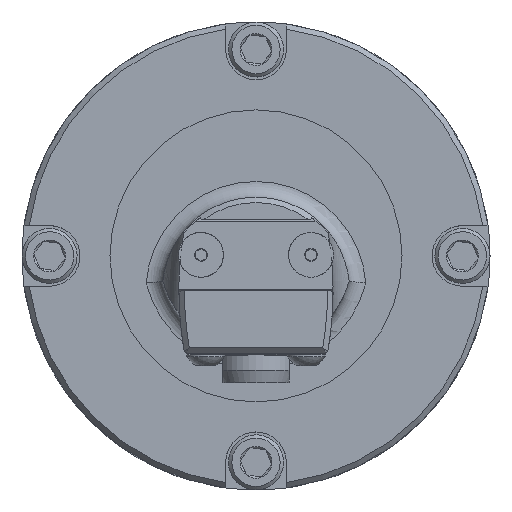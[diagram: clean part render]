
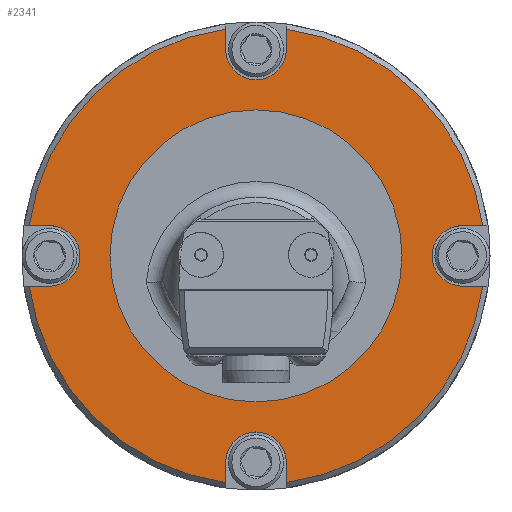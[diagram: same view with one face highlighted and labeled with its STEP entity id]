
A CAD part, top view. The second image highlights one B-rep face of the part: STEP entity #2341.
In plain terms, the highlighted planar face has unit normal (0, 0, 1).
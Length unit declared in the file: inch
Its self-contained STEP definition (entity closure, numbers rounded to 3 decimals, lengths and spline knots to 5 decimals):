
#44 = CARTESIAN_POINT ( 'NONE',  ( 0.172, -1.28605, 0.375 ) ) ;
#52 = ORIENTED_EDGE ( 'NONE', *, *, #5025, .F. ) ;
#83 = PLANE ( 'NONE',  #5236 ) ;
#143 = VERTEX_POINT ( 'NONE', #3095 ) ;
#217 = ORIENTED_EDGE ( 'NONE', *, *, #1609, .T. ) ;
#229 = ORIENTED_EDGE ( 'NONE', *, *, #5291, .F. ) ;
#287 = CARTESIAN_POINT ( 'NONE',  ( 0., -1.171, 0.375 ) ) ;
#297 = DIRECTION ( 'NONE',  ( 0., -1., 0. ) ) ;
#346 = EDGE_CURVE ( 'NONE', #4081, #877, #1046, .T. ) ;
#354 = AXIS2_PLACEMENT_3D ( 'NONE', #5149, #2009, #5675 ) ;
#376 = VECTOR ( 'NONE', #4455, 39.37008 ) ;
#407 = CARTESIAN_POINT ( 'NONE',  ( 0.172, 1.171, 0.375 ) ) ;
#438 = CARTESIAN_POINT ( 'NONE',  ( 0., 0., 0.375 ) ) ;
#496 = CARTESIAN_POINT ( 'NONE',  ( 0.172, 1.28605, 0.375 ) ) ;
#521 = VERTEX_POINT ( 'NONE', #2667 ) ;
#528 = CARTESIAN_POINT ( 'NONE',  ( -1.28605, -0.172, 0.375 ) ) ;
#560 = VERTEX_POINT ( 'NONE', #496 ) ;
#606 = DIRECTION ( 'NONE',  ( 0., 0., -1. ) ) ;
#607 = VECTOR ( 'NONE', #5190, 39.37008 ) ;
#642 = CARTESIAN_POINT ( 'NONE',  ( 1.171, 0., 0.375 ) ) ;
#674 = CARTESIAN_POINT ( 'NONE',  ( -1.171, 0.172, 0.375 ) ) ;
#820 = DIRECTION ( 'NONE',  ( 1., 0., 0. ) ) ;
#825 = CARTESIAN_POINT ( 'NONE',  ( -1.171, 0., 0.375 ) ) ;
#877 = VERTEX_POINT ( 'NONE', #5039 ) ;
#881 = EDGE_LOOP ( 'NONE', ( #3757 ) ) ;
#966 = DIRECTION ( 'NONE',  ( -1., 0., 0. ) ) ;
#1005 = CARTESIAN_POINT ( 'NONE',  ( -1.171, -0.172, 0.375 ) ) ;
#1046 = CIRCLE ( 'NONE', #2536, 0.172 ) ;
#1092 = DIRECTION ( 'NONE',  ( 0., 0., 1. ) ) ;
#1176 = DIRECTION ( 'NONE',  ( 1., 0., 0. ) ) ;
#1241 = CARTESIAN_POINT ( 'NONE',  ( 0., 0., 0.375 ) ) ;
#1263 = LINE ( 'NONE', #6211, #4042 ) ;
#1309 = ORIENTED_EDGE ( 'NONE', *, *, #5065, .F. ) ;
#1356 = DIRECTION ( 'NONE',  ( 1., 0., 0. ) ) ;
#1386 = ORIENTED_EDGE ( 'NONE', *, *, #5359, .F. ) ;
#1408 = EDGE_CURVE ( 'NONE', #2597, #6518, #3168, .T. ) ;
#1456 = DIRECTION ( 'NONE',  ( 0., -1., 0. ) ) ;
#1491 = CIRCLE ( 'NONE', #4314, 1.2975 ) ;
#1595 = VECTOR ( 'NONE', #2734, 39.37008 ) ;
#1609 = EDGE_CURVE ( 'NONE', #4994, #5998, #2165, .T. ) ;
#1662 = VECTOR ( 'NONE', #6428, 39.37008 ) ;
#1669 = CIRCLE ( 'NONE', #5290, 0.172 ) ;
#1697 = VERTEX_POINT ( 'NONE', #44 ) ;
#1698 = ORIENTED_EDGE ( 'NONE', *, *, #1408, .F. ) ;
#1737 = DIRECTION ( 'NONE',  ( 1., 0., 0. ) ) ;
#1766 = DIRECTION ( 'NONE',  ( 1., 0., 0. ) ) ;
#1817 = LINE ( 'NONE', #674, #1662 ) ;
#1847 = EDGE_CURVE ( 'NONE', #2597, #560, #4860, .T. ) ;
#1986 = EDGE_CURVE ( 'NONE', #1697, #4081, #2987, .T. ) ;
#2009 = DIRECTION ( 'NONE',  ( 0., 0., 1. ) ) ;
#2165 = CIRCLE ( 'NONE', #354, 1.2975 ) ;
#2196 = CARTESIAN_POINT ( 'NONE',  ( -0.172, 1.171, 0.375 ) ) ;
#2219 = EDGE_CURVE ( 'NONE', #5874, #5668, #4454, .T. ) ;
#2277 = VERTEX_POINT ( 'NONE', #528 ) ;
#2341 = ADVANCED_FACE ( 'NONE', ( #2901, #3817 ), #83, .F. ) ;
#2472 = CARTESIAN_POINT ( 'NONE',  ( -1.171, 0.172, 0.375 ) ) ;
#2483 = ORIENTED_EDGE ( 'NONE', *, *, #3466, .F. ) ;
#2536 = AXIS2_PLACEMENT_3D ( 'NONE', #287, #3954, #820 ) ;
#2547 = DIRECTION ( 'NONE',  ( 0., 0., 1. ) ) ;
#2553 = LINE ( 'NONE', #3444, #5350 ) ;
#2564 = CARTESIAN_POINT ( 'NONE',  ( -0.172, -1.28605, 0.375 ) ) ;
#2597 = VERTEX_POINT ( 'NONE', #6648 ) ;
#2667 = CARTESIAN_POINT ( 'NONE',  ( -0.8285, 0., 0.375 ) ) ;
#2680 = AXIS2_PLACEMENT_3D ( 'NONE', #5688, #2547, #6230 ) ;
#2734 = DIRECTION ( 'NONE',  ( 0., 1., 0. ) ) ;
#2761 = ORIENTED_EDGE ( 'NONE', *, *, #3865, .F. ) ;
#2888 = LINE ( 'NONE', #5963, #6746 ) ;
#2901 = FACE_BOUND ( 'NONE', #881, .T. ) ;
#2987 = LINE ( 'NONE', #3271, #1595 ) ;
#3080 = DIRECTION ( 'NONE',  ( 0., 0., 1. ) ) ;
#3095 = CARTESIAN_POINT ( 'NONE',  ( 1.28605, -0.172, 0.375 ) ) ;
#3168 = LINE ( 'NONE', #4408, #376 ) ;
#3198 = VERTEX_POINT ( 'NONE', #6642 ) ;
#3213 = EDGE_LOOP ( 'NONE', ( #6048, #4244, #217, #229, #6712, #2761, #3614, #1309, #5530, #4260, #3855, #1386, #2483, #1698, #4010, #52 ) ) ;
#3271 = CARTESIAN_POINT ( 'NONE',  ( 0.172, -1.171, 0.375 ) ) ;
#3396 = LINE ( 'NONE', #1005, #607 ) ;
#3444 = CARTESIAN_POINT ( 'NONE',  ( -0.172, 1.171, 0.375 ) ) ;
#3466 = EDGE_CURVE ( 'NONE', #6518, #4005, #6590, .T. ) ;
#3550 = DIRECTION ( 'NONE',  ( 0., 1., 0. ) ) ;
#3614 = ORIENTED_EDGE ( 'NONE', *, *, #5307, .T. ) ;
#3752 = CARTESIAN_POINT ( 'NONE',  ( 0., 1.2975, 0.375 ) ) ;
#3757 = ORIENTED_EDGE ( 'NONE', *, *, #6063, .F. ) ;
#3817 = FACE_OUTER_BOUND ( 'NONE', #3213, .T. ) ;
#3855 = ORIENTED_EDGE ( 'NONE', *, *, #4531, .T. ) ;
#3865 = EDGE_CURVE ( 'NONE', #2277, #3198, #3396, .T. ) ;
#3954 = DIRECTION ( 'NONE',  ( 0., 0., 1. ) ) ;
#4005 = VERTEX_POINT ( 'NONE', #4247 ) ;
#4010 = ORIENTED_EDGE ( 'NONE', *, *, #1847, .T. ) ;
#4014 = AXIS2_PLACEMENT_3D ( 'NONE', #4216, #1092, #4732 ) ;
#4042 = VECTOR ( 'NONE', #1456, 39.37008 ) ;
#4050 = CARTESIAN_POINT ( 'NONE',  ( -0.172, 1.28605, 0.375 ) ) ;
#4081 = VERTEX_POINT ( 'NONE', #6404 ) ;
#4100 = DIRECTION ( 'NONE',  ( 0., 0., 1. ) ) ;
#4216 = CARTESIAN_POINT ( 'NONE',  ( 0., 0., 0.375 ) ) ;
#4244 = ORIENTED_EDGE ( 'NONE', *, *, #5917, .F. ) ;
#4247 = CARTESIAN_POINT ( 'NONE',  ( 1.171, -0.172, 0.375 ) ) ;
#4260 = ORIENTED_EDGE ( 'NONE', *, *, #1986, .F. ) ;
#4264 = DIRECTION ( 'NONE',  ( -1., 0., 0. ) ) ;
#4298 = DIRECTION ( 'NONE',  ( 0., 0., 1. ) ) ;
#4314 = AXIS2_PLACEMENT_3D ( 'NONE', #1241, #4879, #1737 ) ;
#4408 = CARTESIAN_POINT ( 'NONE',  ( 1.171, 0.172, 0.375 ) ) ;
#4454 = CIRCLE ( 'NONE', #6417, 0.172 ) ;
#4455 = DIRECTION ( 'NONE',  ( -1., 0., 0. ) ) ;
#4476 = VERTEX_POINT ( 'NONE', #2564 ) ;
#4478 = DIRECTION ( 'NONE',  ( 0., 0., 1. ) ) ;
#4531 = EDGE_CURVE ( 'NONE', #1697, #143, #5678, .T. ) ;
#4732 = DIRECTION ( 'NONE',  ( 1., 0., 0. ) ) ;
#4791 = EDGE_CURVE ( 'NONE', #3198, #5992, #1669, .T. ) ;
#4860 = CIRCLE ( 'NONE', #2680, 1.2975 ) ;
#4879 = DIRECTION ( 'NONE',  ( 0., 0., 1. ) ) ;
#4994 = VERTEX_POINT ( 'NONE', #4050 ) ;
#5025 = EDGE_CURVE ( 'NONE', #5668, #560, #5761, .T. ) ;
#5039 = CARTESIAN_POINT ( 'NONE',  ( -0.172, -1.171, 0.375 ) ) ;
#5065 = EDGE_CURVE ( 'NONE', #877, #4476, #1263, .T. ) ;
#5149 = CARTESIAN_POINT ( 'NONE',  ( 0., 0., 0.375 ) ) ;
#5190 = DIRECTION ( 'NONE',  ( 1., 0., 0. ) ) ;
#5236 = AXIS2_PLACEMENT_3D ( 'NONE', #3752, #606, #4264 ) ;
#5290 = AXIS2_PLACEMENT_3D ( 'NONE', #825, #4478, #1356 ) ;
#5291 = EDGE_CURVE ( 'NONE', #5992, #5998, #1817, .T. ) ;
#5307 = EDGE_CURVE ( 'NONE', #2277, #4476, #1491, .T. ) ;
#5350 = VECTOR ( 'NONE', #297, 39.37008 ) ;
#5359 = EDGE_CURVE ( 'NONE', #4005, #143, #2888, .T. ) ;
#5530 = ORIENTED_EDGE ( 'NONE', *, *, #346, .F. ) ;
#5591 = VECTOR ( 'NONE', #3550, 39.37008 ) ;
#5668 = VERTEX_POINT ( 'NONE', #5686 ) ;
#5675 = DIRECTION ( 'NONE',  ( 1., 0., 0. ) ) ;
#5678 = CIRCLE ( 'NONE', #4014, 1.2975 ) ;
#5686 = CARTESIAN_POINT ( 'NONE',  ( 0.172, 1.171, 0.375 ) ) ;
#5688 = CARTESIAN_POINT ( 'NONE',  ( 0., 0., 0.375 ) ) ;
#5761 = LINE ( 'NONE', #407, #5591 ) ;
#5874 = VERTEX_POINT ( 'NONE', #2196 ) ;
#5909 = CIRCLE ( 'NONE', #6040, 0.8285 ) ;
#5917 = EDGE_CURVE ( 'NONE', #4994, #5874, #2553, .T. ) ;
#5963 = CARTESIAN_POINT ( 'NONE',  ( 1.171, -0.172, 0.375 ) ) ;
#5992 = VERTEX_POINT ( 'NONE', #2472 ) ;
#5998 = VERTEX_POINT ( 'NONE', #6151 ) ;
#6040 = AXIS2_PLACEMENT_3D ( 'NONE', #438, #4100, #966 ) ;
#6048 = ORIENTED_EDGE ( 'NONE', *, *, #2219, .F. ) ;
#6063 = EDGE_CURVE ( 'NONE', #521, #521, #5909, .T. ) ;
#6151 = CARTESIAN_POINT ( 'NONE',  ( -1.28605, 0.172, 0.375 ) ) ;
#6211 = CARTESIAN_POINT ( 'NONE',  ( -0.172, -1.171, 0.375 ) ) ;
#6225 = CARTESIAN_POINT ( 'NONE',  ( 0., 1.171, 0.375 ) ) ;
#6230 = DIRECTION ( 'NONE',  ( 1., 0., 0. ) ) ;
#6404 = CARTESIAN_POINT ( 'NONE',  ( 0.172, -1.171, 0.375 ) ) ;
#6417 = AXIS2_PLACEMENT_3D ( 'NONE', #6225, #3080, #6740 ) ;
#6428 = DIRECTION ( 'NONE',  ( -1., 0., 0. ) ) ;
#6518 = VERTEX_POINT ( 'NONE', #6544 ) ;
#6544 = CARTESIAN_POINT ( 'NONE',  ( 1.171, 0.172, 0.375 ) ) ;
#6590 = CIRCLE ( 'NONE', #6776, 0.172 ) ;
#6642 = CARTESIAN_POINT ( 'NONE',  ( -1.171, -0.172, 0.375 ) ) ;
#6648 = CARTESIAN_POINT ( 'NONE',  ( 1.28605, 0.172, 0.375 ) ) ;
#6712 = ORIENTED_EDGE ( 'NONE', *, *, #4791, .F. ) ;
#6740 = DIRECTION ( 'NONE',  ( 1., 0., 0. ) ) ;
#6746 = VECTOR ( 'NONE', #1766, 39.37008 ) ;
#6776 = AXIS2_PLACEMENT_3D ( 'NONE', #642, #4298, #1176 ) ;
